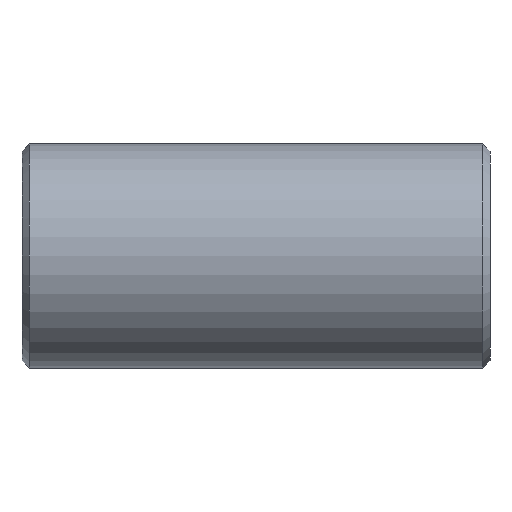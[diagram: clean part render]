
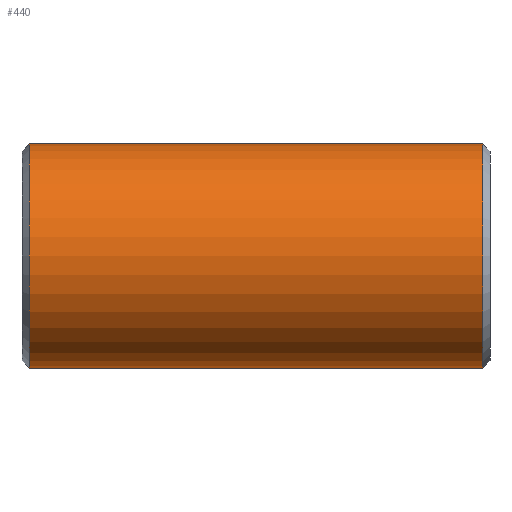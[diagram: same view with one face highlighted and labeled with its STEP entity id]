
A CAD part, front view. The second image highlights one B-rep face of the part: STEP entity #440.
In plain terms, the highlighted cylindrical face has radius 36.513 mm (diameter 73.025 mm), a partial arc.
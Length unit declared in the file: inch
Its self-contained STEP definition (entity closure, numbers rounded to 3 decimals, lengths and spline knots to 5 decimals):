
#27 = VERTEX_POINT ( 'NONE', #87 ) ;
#41 = FACE_OUTER_BOUND ( 'NONE', #449, .T. ) ;
#45 = AXIS2_PLACEMENT_3D ( 'NONE', #481, #291, #541 ) ;
#87 = CARTESIAN_POINT ( 'NONE',  ( -2.908, 0., -1.4375 ) ) ;
#92 = CARTESIAN_POINT ( 'NONE',  ( 2.908, 0., 1.4375 ) ) ;
#94 = DIRECTION ( 'NONE',  ( 1., 0., 0. ) ) ;
#103 = EDGE_CURVE ( 'NONE', #640, #163, #593, .T. ) ;
#146 = ORIENTED_EDGE ( 'NONE', *, *, #103, .T. ) ;
#154 = CARTESIAN_POINT ( 'NONE',  ( -2.908, 0., 0. ) ) ;
#163 = VERTEX_POINT ( 'NONE', #92 ) ;
#166 = CARTESIAN_POINT ( 'NONE',  ( -2.908, 0., 1.4375 ) ) ;
#186 = EDGE_CURVE ( 'NONE', #472, #27, #516, .T. ) ;
#187 = DIRECTION ( 'NONE',  ( -1., 0., 0. ) ) ;
#212 = VECTOR ( 'NONE', #764, 39.37008 ) ;
#243 = DIRECTION ( 'NONE',  ( 0., 0., -1. ) ) ;
#291 = DIRECTION ( 'NONE',  ( -1., 0., 0. ) ) ;
#298 = CARTESIAN_POINT ( 'NONE',  ( 2.908, 0., 0. ) ) ;
#317 = CARTESIAN_POINT ( 'NONE',  ( 3., 0., -1.4375 ) ) ;
#345 = VECTOR ( 'NONE', #187, 39.37008 ) ;
#392 = LINE ( 'NONE', #639, #212 ) ;
#415 = EDGE_CURVE ( 'NONE', #163, #472, #392, .T. ) ;
#440 = ADVANCED_FACE ( 'NONE', ( #41 ), #466, .T. ) ;
#449 = EDGE_LOOP ( 'NONE', ( #775, #146, #663, #691 ) ) ;
#466 = CYLINDRICAL_SURFACE ( 'NONE', #45, 1.4375 ) ;
#472 = VERTEX_POINT ( 'NONE', #166 ) ;
#481 = CARTESIAN_POINT ( 'NONE',  ( 3., 0., 0. ) ) ;
#494 = LINE ( 'NONE', #317, #345 ) ;
#516 = CIRCLE ( 'NONE', #621, 1.4375 ) ;
#541 = DIRECTION ( 'NONE',  ( 0., 0., 1. ) ) ;
#554 = AXIS2_PLACEMENT_3D ( 'NONE', #298, #736, #243 ) ;
#593 = CIRCLE ( 'NONE', #554, 1.4375 ) ;
#620 = CARTESIAN_POINT ( 'NONE',  ( 2.908, 0., -1.4375 ) ) ;
#621 = AXIS2_PLACEMENT_3D ( 'NONE', #154, #94, #643 ) ;
#639 = CARTESIAN_POINT ( 'NONE',  ( 3., 0., 1.4375 ) ) ;
#640 = VERTEX_POINT ( 'NONE', #620 ) ;
#643 = DIRECTION ( 'NONE',  ( 0., 0., 1. ) ) ;
#645 = EDGE_CURVE ( 'NONE', #640, #27, #494, .T. ) ;
#663 = ORIENTED_EDGE ( 'NONE', *, *, #415, .T. ) ;
#691 = ORIENTED_EDGE ( 'NONE', *, *, #186, .T. ) ;
#736 = DIRECTION ( 'NONE',  ( -1., 0., 0. ) ) ;
#764 = DIRECTION ( 'NONE',  ( -1., 0., 0. ) ) ;
#775 = ORIENTED_EDGE ( 'NONE', *, *, #645, .F. ) ;
